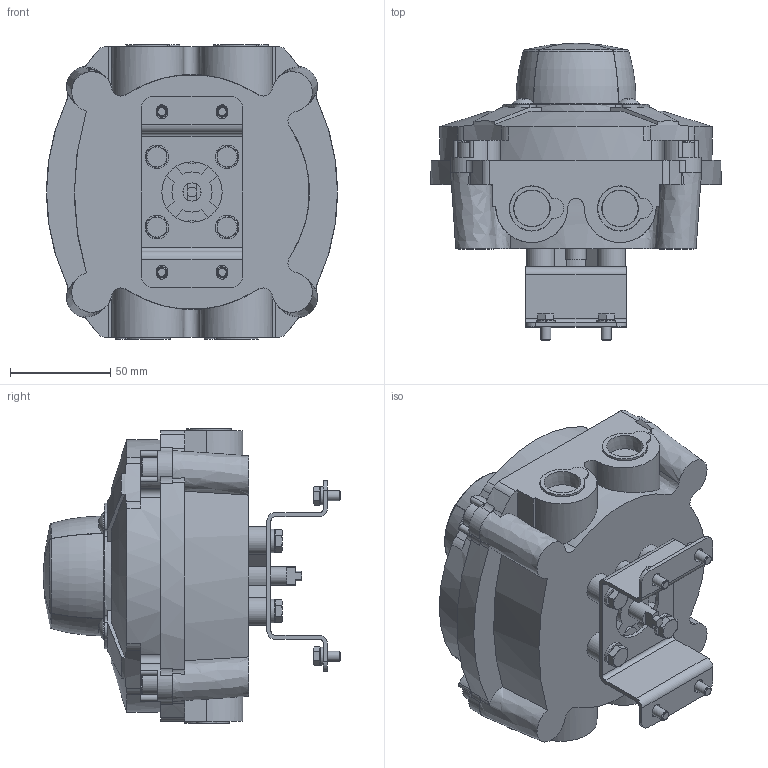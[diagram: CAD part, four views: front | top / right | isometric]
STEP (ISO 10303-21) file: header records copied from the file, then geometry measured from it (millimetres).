
FILE_DESCRIPTION(/* description */ ('STEP AP214'),/* implementation_level */ '2;1');
FILE_NAME(/* name */ '3471010_SRBE-CA3-YR90-MW-22A-2W-C2N12-EX',/* time_stamp */ '2024-09-15T14:20:40+02:00',/* author */ ('License CC BY-ND 4.0'),/* organization */ ('CADENAS'),/* preprocessor_version */ 'ST-DEVELOPER v19.3',/* originating_system */ 'PARTsolutions',/* authorisation */ ' ');
FILE_SCHEMA (('AUTOMOTIVE_DESIGN {1 0 10303 214 3 1 1}'));
Length unit declared in the file: millimetre
Products named in the file (11): 3471010 SRBE-CA3-YR90-MW-22A-2W-C2N12-EX---(0); 3471010 SRBE-CA3-YR90-MW-22A-2W-C2N12-EX---(H); 3343499 DARQ-K-A1-F05-20-R1---(B); Spring lock washer DIN 127 A5; Hexagon bolt DIN 933 - M5x10; Spring lock washer DIN 127 A6; Hexagon bolt DIN 933 - M6x10; 3472483 SRBE; 3471010 SRBE---(shaft); 3471010 SRBE---(indicator); 3471010 SRBE---(cap)
Assembly tree (25 placements, depth 2):
  3471010 SRBE-CA3-YR90-MW-22A-2W-C2N12-EX---(0)
    3471010 SRBE-CA3-YR90-MW-22A-2W-C2N12-EX---(H)
    3343499 DARQ-K-A1-F05-20-R1---(B)
    Spring lock washer DIN 127 A5  x4
    Hexagon bolt DIN 933 - M5x10  x4
    Spring lock washer DIN 127 A6  x4
    Hexagon bolt DIN 933 - M6x10  x4
    3472483 SRBE  x4
    3471010 SRBE---(shaft)
    3471010 SRBE---(indicator)
    3471010 SRBE---(cap)
Bounding box: 145 x 148.3 x 147 mm (x, y, z)
Volume: 1084357.5 mm3; surface area: 147797.9 mm2
Topology: 25 solids, 25 shells, 772 faces, 1941 edges, 1262 vertices
Faces by surface type: plane 396, cylinder 214, cone 92, torus 49, sphere 11, bspline 10
Full cylindrical faces by diameter (mm): 4.917 x4, 5 x4, 6 x5, 6.5 x4, 6.88 x4, 8.88 x4, 9 x2, 10 x2, 10.8 x4, 13 x4, 30 x1, 49.6 x1, 69 x1
Entity records: 19914 total; most frequent: CARTESIAN_POINT 4013, DIRECTION 3200, ORIENTED_EDGE 2980, EDGE_CURVE 1490, AXIS2_PLACEMENT_3D 1254, VERTEX_POINT 1016, FACE_BOUND 698, EDGE_LOOP 694
